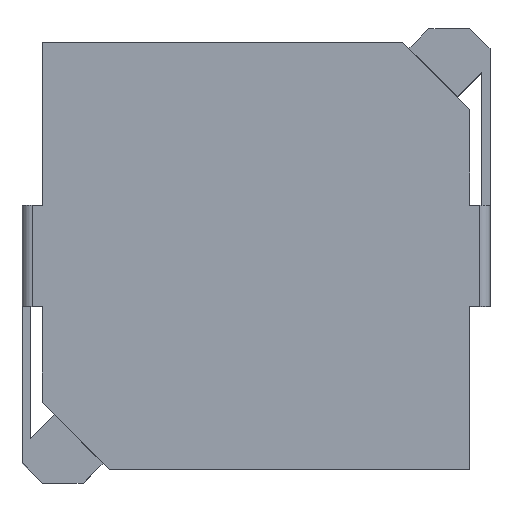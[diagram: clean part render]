
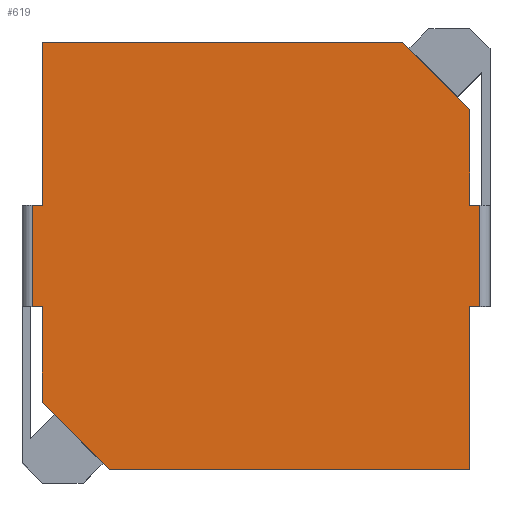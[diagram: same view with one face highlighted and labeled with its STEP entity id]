
A CAD part, top view. The second image highlights one B-rep face of the part: STEP entity #619.
In plain terms, the highlighted planar face has unit normal (0, 0, 1).
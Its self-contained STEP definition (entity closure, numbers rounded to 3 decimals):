
#204 = VERTEX_POINT('',#205);
#205 = CARTESIAN_POINT('',(-6.65,-1.45,5.9));
#212 = EDGE_CURVE('',#204,#213,#215,.T.);
#213 = VERTEX_POINT('',#214);
#214 = CARTESIAN_POINT('',(-6.35,-1.45,5.9));
#215 = LINE('',#216,#217);
#216 = CARTESIAN_POINT('',(-6.65,-1.45,5.9));
#217 = VECTOR('',#218,1.);
#218 = DIRECTION('',(1.,0.,0.));
#298 = VERTEX_POINT('',#299);
#299 = CARTESIAN_POINT('',(-6.35,1.55,5.9));
#305 = EDGE_CURVE('',#298,#306,#308,.T.);
#306 = VERTEX_POINT('',#307);
#307 = CARTESIAN_POINT('',(-6.65,1.55,5.9));
#308 = LINE('',#309,#310);
#309 = CARTESIAN_POINT('',(-6.35,1.55,5.9));
#310 = VECTOR('',#311,1.);
#311 = DIRECTION('',(-1.,0.,0.));
#436 = VERTEX_POINT('',#437);
#437 = CARTESIAN_POINT('',(6.35,-1.45,5.9));
#443 = EDGE_CURVE('',#436,#444,#446,.T.);
#444 = VERTEX_POINT('',#445);
#445 = CARTESIAN_POINT('',(6.65,-1.45,5.9));
#446 = LINE('',#447,#448);
#447 = CARTESIAN_POINT('',(6.35,-1.45,5.9));
#448 = VECTOR('',#449,1.);
#449 = DIRECTION('',(1.,0.,0.));
#533 = VERTEX_POINT('',#534);
#534 = CARTESIAN_POINT('',(6.65,1.55,5.9));
#541 = EDGE_CURVE('',#533,#542,#544,.T.);
#542 = VERTEX_POINT('',#543);
#543 = CARTESIAN_POINT('',(6.35,1.55,5.9));
#544 = LINE('',#545,#546);
#545 = CARTESIAN_POINT('',(6.65,1.55,5.9));
#546 = VECTOR('',#547,1.);
#547 = DIRECTION('',(-1.,0.,0.));
#606 = EDGE_CURVE('',#444,#533,#607,.T.);
#607 = LINE('',#608,#609);
#608 = CARTESIAN_POINT('',(6.65,-1.45,5.9));
#609 = VECTOR('',#610,1.);
#610 = DIRECTION('',(0.,1.,0.));
#619 = ADVANCED_FACE('',(#620),#693,.T.);
#620 = FACE_BOUND('',#621,.F.);
#621 = EDGE_LOOP('',(#622,#623,#624,#632,#640,#648,#654,#655,#661,#662,
    #670,#678,#686,#692));
#622 = ORIENTED_EDGE('',*,*,#606,.F.);
#623 = ORIENTED_EDGE('',*,*,#443,.F.);
#624 = ORIENTED_EDGE('',*,*,#625,.F.);
#625 = EDGE_CURVE('',#626,#436,#628,.T.);
#626 = VERTEX_POINT('',#627);
#627 = CARTESIAN_POINT('',(6.35,-6.3,5.9));
#628 = LINE('',#629,#630);
#629 = CARTESIAN_POINT('',(6.35,-6.3,5.9));
#630 = VECTOR('',#631,1.);
#631 = DIRECTION('',(0.,1.,0.));
#632 = ORIENTED_EDGE('',*,*,#633,.F.);
#633 = EDGE_CURVE('',#634,#626,#636,.T.);
#634 = VERTEX_POINT('',#635);
#635 = CARTESIAN_POINT('',(-4.35,-6.3,5.9));
#636 = LINE('',#637,#638);
#637 = CARTESIAN_POINT('',(-4.35,-6.3,5.9));
#638 = VECTOR('',#639,1.);
#639 = DIRECTION('',(1.,0.,0.));
#640 = ORIENTED_EDGE('',*,*,#641,.F.);
#641 = EDGE_CURVE('',#642,#634,#644,.T.);
#642 = VERTEX_POINT('',#643);
#643 = CARTESIAN_POINT('',(-6.35,-4.3,5.9));
#644 = LINE('',#645,#646);
#645 = CARTESIAN_POINT('',(-6.35,-4.3,5.9));
#646 = VECTOR('',#647,1.);
#647 = DIRECTION('',(0.707,-0.707,0.)
  );
#648 = ORIENTED_EDGE('',*,*,#649,.F.);
#649 = EDGE_CURVE('',#213,#642,#650,.T.);
#650 = LINE('',#651,#652);
#651 = CARTESIAN_POINT('',(-6.35,-1.45,5.9));
#652 = VECTOR('',#653,1.);
#653 = DIRECTION('',(0.,-1.,0.));
#654 = ORIENTED_EDGE('',*,*,#212,.F.);
#655 = ORIENTED_EDGE('',*,*,#656,.F.);
#656 = EDGE_CURVE('',#306,#204,#657,.T.);
#657 = LINE('',#658,#659);
#658 = CARTESIAN_POINT('',(-6.65,1.55,5.9));
#659 = VECTOR('',#660,1.);
#660 = DIRECTION('',(0.,-1.,0.));
#661 = ORIENTED_EDGE('',*,*,#305,.F.);
#662 = ORIENTED_EDGE('',*,*,#663,.F.);
#663 = EDGE_CURVE('',#664,#298,#666,.T.);
#664 = VERTEX_POINT('',#665);
#665 = CARTESIAN_POINT('',(-6.35,6.4,5.9));
#666 = LINE('',#667,#668);
#667 = CARTESIAN_POINT('',(-6.35,6.4,5.9));
#668 = VECTOR('',#669,1.);
#669 = DIRECTION('',(0.,-1.,0.));
#670 = ORIENTED_EDGE('',*,*,#671,.F.);
#671 = EDGE_CURVE('',#672,#664,#674,.T.);
#672 = VERTEX_POINT('',#673);
#673 = CARTESIAN_POINT('',(4.35,6.4,5.9));
#674 = LINE('',#675,#676);
#675 = CARTESIAN_POINT('',(4.35,6.4,5.9));
#676 = VECTOR('',#677,1.);
#677 = DIRECTION('',(-1.,0.,0.));
#678 = ORIENTED_EDGE('',*,*,#679,.F.);
#679 = EDGE_CURVE('',#680,#672,#682,.T.);
#680 = VERTEX_POINT('',#681);
#681 = CARTESIAN_POINT('',(6.35,4.4,5.9));
#682 = LINE('',#683,#684);
#683 = CARTESIAN_POINT('',(6.35,4.4,5.9));
#684 = VECTOR('',#685,1.);
#685 = DIRECTION('',(-0.707,0.707,0.
    ));
#686 = ORIENTED_EDGE('',*,*,#687,.F.);
#687 = EDGE_CURVE('',#542,#680,#688,.T.);
#688 = LINE('',#689,#690);
#689 = CARTESIAN_POINT('',(6.35,1.55,5.9));
#690 = VECTOR('',#691,1.);
#691 = DIRECTION('',(0.,1.,0.));
#692 = ORIENTED_EDGE('',*,*,#541,.F.);
#693 = PLANE('',#694);
#694 = AXIS2_PLACEMENT_3D('',#695,#696,#697);
#695 = CARTESIAN_POINT('',(0.,0.05,5.9));
#696 = DIRECTION('',(0.,0.,1.));
#697 = DIRECTION('',(1.,0.,0.));
